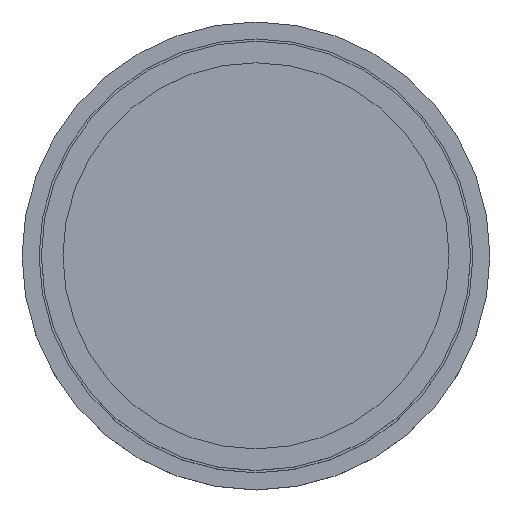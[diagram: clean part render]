
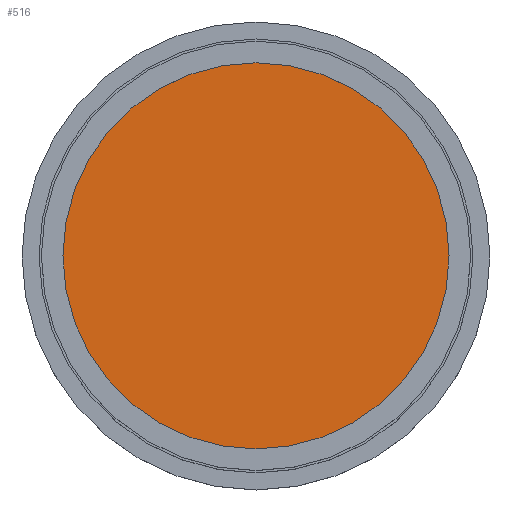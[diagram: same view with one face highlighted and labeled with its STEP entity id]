
A CAD part, top view. The second image highlights one B-rep face of the part: STEP entity #516.
In plain terms, the highlighted planar face has unit normal (0, 0, 1).
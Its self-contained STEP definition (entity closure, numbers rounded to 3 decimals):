
#160=CARTESIAN_POINT('',(0.,0.,5.025));
#161=DIRECTION('',(0.,0.,1.));
#162=DIRECTION('',(1.,0.,0.));
#163=AXIS2_PLACEMENT_3D('',#160,#161,#162);
#165=CARTESIAN_POINT('',(0.,0.,5.025));
#166=DIRECTION('',(0.,0.,1.));
#167=DIRECTION('',(-1.,0.,0.));
#168=AXIS2_PLACEMENT_3D('',#165,#166,#167);
#201=CARTESIAN_POINT('',(8.5,0.,5.025));
#202=CARTESIAN_POINT('',(-8.5,0.,5.025));
#203=VERTEX_POINT('',#201);
#204=VERTEX_POINT('',#202);
#507=CARTESIAN_POINT('',(0.,0.,5.025));
#508=DIRECTION('',(0.,0.,1.));
#509=DIRECTION('',(1.,0.,0.));
#510=AXIS2_PLACEMENT_3D('',#507,#508,#509);
#511=PLANE('',#510);
#512=ORIENTED_EDGE('',*,*,#475,.F.);
#513=ORIENTED_EDGE('',*,*,#492,.F.);
#514=EDGE_LOOP('',(#512,#513));
#515=FACE_OUTER_BOUND('',#514,.F.);
#516=ADVANCED_FACE('',(#515),#511,.T.);
#164=CIRCLE('',#163,8.5);
#169=CIRCLE('',#168,8.5);
#475=EDGE_CURVE('',#203,#204,#164,.T.);
#492=EDGE_CURVE('',#204,#203,#169,.T.);
